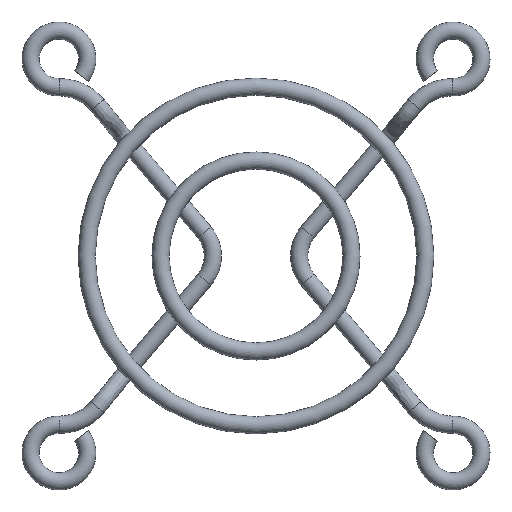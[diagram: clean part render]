
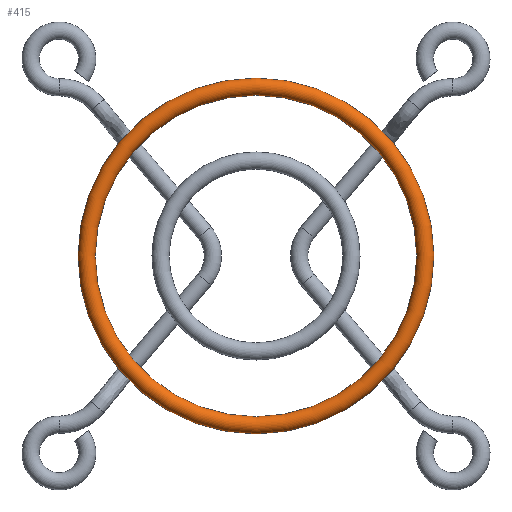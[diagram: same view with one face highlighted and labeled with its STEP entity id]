
A CAD part, front view. The second image highlights one B-rep face of the part: STEP entity #415.
In plain terms, the highlighted toroidal (fillet/blend) face has major radius 13.75 mm and minor radius 0.7 mm.
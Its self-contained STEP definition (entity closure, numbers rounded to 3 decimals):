
#61=FACE_OUTER_BOUND('',#89,.T.);
#89=EDGE_LOOP('',(#271,#272,#273,#274));
#117=CIRCLE('',#461,0.7);
#118=CIRCLE('',#462,13.05);
#163=VERTEX_POINT('',#690);
#205=EDGE_CURVE('',#163,#163,#117,.T.);
#206=EDGE_CURVE('',#163,#163,#118,.T.);
#271=ORIENTED_EDGE('',*,*,#205,.F.);
#272=ORIENTED_EDGE('',*,*,#206,.T.);
#273=ORIENTED_EDGE('',*,*,#205,.T.);
#274=ORIENTED_EDGE('',*,*,#206,.F.);
#403=TOROIDAL_SURFACE('',#460,13.75,0.7);
#415=ADVANCED_FACE('',(#61),#403,.T.);
#460=AXIS2_PLACEMENT_3D('',#689,#536,#537);
#461=AXIS2_PLACEMENT_3D('',#691,#538,#539);
#462=AXIS2_PLACEMENT_3D('',#692,#540,#541);
#536=DIRECTION('center_axis',(0.,1.,0.));
#537=DIRECTION('ref_axis',(0.,0.,1.));
#538=DIRECTION('center_axis',(-1.,0.,0.));
#539=DIRECTION('ref_axis',(0.,0.,-1.));
#540=DIRECTION('center_axis',(0.,-1.,0.));
#541=DIRECTION('ref_axis',(0.,0.,1.));
#689=CARTESIAN_POINT('Origin',(0.,0.,0.));
#690=CARTESIAN_POINT('',(0.,0.,-13.05));
#691=CARTESIAN_POINT('Origin',(0.,0.,-13.75));
#692=CARTESIAN_POINT('Origin',(0.,0.,0.));
